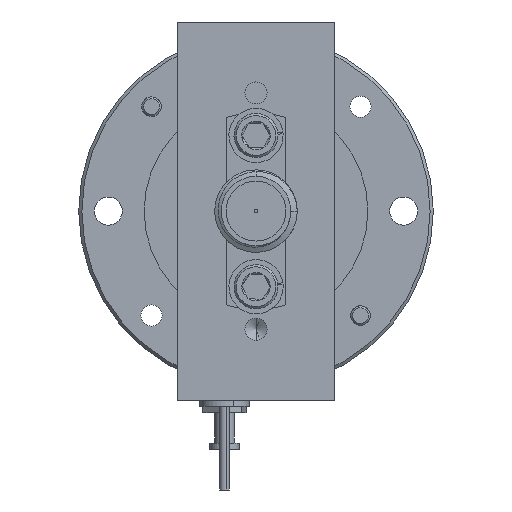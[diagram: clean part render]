
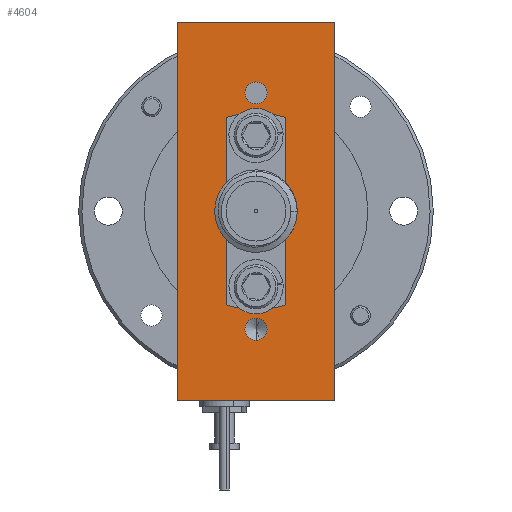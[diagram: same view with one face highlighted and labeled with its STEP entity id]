
A CAD part, left-side view. The second image highlights one B-rep face of the part: STEP entity #4604.
In plain terms, the highlighted planar face has unit normal (-1, 0, 0).
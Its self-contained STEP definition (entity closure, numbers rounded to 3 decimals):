
#224 = AXIS2_PLACEMENT_3D ( 'NONE', #4823, #14157, #10718 ) ;
#346 = EDGE_LOOP ( 'NONE', ( #10479, #8004 ) ) ;
#348 = CARTESIAN_POINT ( 'NONE',  ( -15.24, 6.35, -5.207 ) ) ;
#359 = CARTESIAN_POINT ( 'NONE',  ( -15.24, 6.35, -6.096 ) ) ;
#387 = EDGE_CURVE ( 'NONE', #5593, #12475, #5572, .T. ) ;
#432 = CIRCLE ( 'NONE', #10955, 0.889 ) ;
#498 = DIRECTION ( 'NONE',  ( 0., 0., 1. ) ) ;
#507 = DIRECTION ( 'NONE',  ( 0., 0., 1. ) ) ;
#536 = CIRCLE ( 'NONE', #9109, 0.889 ) ;
#559 = EDGE_CURVE ( 'NONE', #14188, #9461, #432, .T. ) ;
#872 = AXIS2_PLACEMENT_3D ( 'NONE', #14987, #15066, #6962 ) ;
#886 = CARTESIAN_POINT ( 'NONE',  ( -15.24, 6.35, 9.525 ) ) ;
#960 = DIRECTION ( 'NONE',  ( 0., 0., 1. ) ) ;
#1188 = CARTESIAN_POINT ( 'NONE',  ( -15.24, 6.35, 8.636 ) ) ;
#1262 = VERTEX_POINT ( 'NONE', #1830 ) ;
#1379 = EDGE_CURVE ( 'NONE', #10535, #3542, #7499, .T. ) ;
#1481 = AXIS2_PLACEMENT_3D ( 'NONE', #6649, #12293, #960 ) ;
#1755 = FACE_BOUND ( 'NONE', #14372, .T. ) ;
#1793 = DIRECTION ( 'NONE',  ( 1., 0., 0. ) ) ;
#1830 = CARTESIAN_POINT ( 'NONE',  ( -15.24, 6.35, -10.414 ) ) ;
#1916 = PLANE ( 'NONE',  #11462 ) ;
#1990 = CIRCLE ( 'NONE', #14216, 1.905 ) ;
#2634 = EDGE_CURVE ( 'NONE', #1262, #15003, #3112, .T. ) ;
#2833 = CARTESIAN_POINT ( 'NONE',  ( -15.24, 6.35, 0. ) ) ;
#2941 = DIRECTION ( 'NONE',  ( 0., 0., 1. ) ) ;
#2959 = ORIENTED_EDGE ( 'NONE', *, *, #4699, .T. ) ;
#3112 = CIRCLE ( 'NONE', #13381, 0.889 ) ;
#3146 = VECTOR ( 'NONE', #8767, 1000. ) ;
#3171 = CARTESIAN_POINT ( 'NONE',  ( -15.24, 6.35, 5.207 ) ) ;
#3239 = DIRECTION ( 'NONE',  ( 0., 0., -1. ) ) ;
#3402 = ORIENTED_EDGE ( 'NONE', *, *, #13637, .F. ) ;
#3542 = VERTEX_POINT ( 'NONE', #8430 ) ;
#3600 = EDGE_CURVE ( 'NONE', #6593, #7329, #12442, .T. ) ;
#3676 = CIRCLE ( 'NONE', #9300, 0.889 ) ;
#4060 = CARTESIAN_POINT ( 'NONE',  ( -15.24, 0., 15.24 ) ) ;
#4369 = VECTOR ( 'NONE', #7665, 1000. ) ;
#4497 = EDGE_CURVE ( 'NONE', #14198, #4676, #5307, .T. ) ;
#4604 = ADVANCED_FACE ( 'NONE', ( #1755, #8888, #7747, #11020, #14696, #5282 ), #1916, .F. ) ;
#4676 = VERTEX_POINT ( 'NONE', #4060 ) ;
#4699 = EDGE_CURVE ( 'NONE', #11936, #8610, #6437, .T. ) ;
#4823 = CARTESIAN_POINT ( 'NONE',  ( -15.24, 6.35, 6.096 ) ) ;
#5202 = DIRECTION ( 'NONE',  ( -1., 0., 0. ) ) ;
#5282 = FACE_OUTER_BOUND ( 'NONE', #8981, .T. ) ;
#5307 = LINE ( 'NONE', #13347, #3146 ) ;
#5308 = CARTESIAN_POINT ( 'NONE',  ( -15.24, 6.35, -9.525 ) ) ;
#5396 = CIRCLE ( 'NONE', #1481, 0.889 ) ;
#5423 = ORIENTED_EDGE ( 'NONE', *, *, #6625, .T. ) ;
#5434 = CARTESIAN_POINT ( 'NONE',  ( -15.24, 6.35, -9.525 ) ) ;
#5561 = DIRECTION ( 'NONE',  ( -1., 0., 0. ) ) ;
#5572 = CIRCLE ( 'NONE', #11206, 1.905 ) ;
#5593 = VERTEX_POINT ( 'NONE', #6002 ) ;
#5991 = EDGE_CURVE ( 'NONE', #3542, #10535, #3676, .T. ) ;
#6002 = CARTESIAN_POINT ( 'NONE',  ( -15.24, 6.35, -1.905 ) ) ;
#6198 = EDGE_CURVE ( 'NONE', #9461, #14188, #5396, .T. ) ;
#6235 = VECTOR ( 'NONE', #498, 1000. ) ;
#6415 = CARTESIAN_POINT ( 'NONE',  ( -15.24, 12.7, -15.24 ) ) ;
#6434 = DIRECTION ( 'NONE',  ( 1., 0., 0. ) ) ;
#6437 = LINE ( 'NONE', #11093, #4369 ) ;
#6593 = VERTEX_POINT ( 'NONE', #3171 ) ;
#6597 = CARTESIAN_POINT ( 'NONE',  ( -15.24, 12.7, 15.24 ) ) ;
#6625 = EDGE_CURVE ( 'NONE', #12475, #5593, #1990, .T. ) ;
#6649 = CARTESIAN_POINT ( 'NONE',  ( -15.24, 6.35, 9.525 ) ) ;
#6841 = CARTESIAN_POINT ( 'NONE',  ( -15.24, 6.35, 1.905 ) ) ;
#6962 = DIRECTION ( 'NONE',  ( 0., 0., 1. ) ) ;
#7274 = DIRECTION ( 'NONE',  ( -1., 0., 0. ) ) ;
#7329 = VERTEX_POINT ( 'NONE', #13545 ) ;
#7472 = DIRECTION ( 'NONE',  ( -1., 0., 0. ) ) ;
#7499 = CIRCLE ( 'NONE', #872, 0.889 ) ;
#7589 = DIRECTION ( 'NONE',  ( 1., 0., 0. ) ) ;
#7614 = EDGE_CURVE ( 'NONE', #7329, #6593, #536, .T. ) ;
#7665 = DIRECTION ( 'NONE',  ( 0., -1., 0. ) ) ;
#7682 = EDGE_LOOP ( 'NONE', ( #9592, #8118 ) ) ;
#7747 = FACE_BOUND ( 'NONE', #9833, .T. ) ;
#7760 = CARTESIAN_POINT ( 'NONE',  ( -15.24, 6.35, 10.414 ) ) ;
#8004 = ORIENTED_EDGE ( 'NONE', *, *, #5991, .F. ) ;
#8118 = ORIENTED_EDGE ( 'NONE', *, *, #6198, .F. ) ;
#8430 = CARTESIAN_POINT ( 'NONE',  ( -15.24, 6.35, -6.985 ) ) ;
#8610 = VERTEX_POINT ( 'NONE', #13404 ) ;
#8755 = DIRECTION ( 'NONE',  ( 0., 0., 1. ) ) ;
#8767 = DIRECTION ( 'NONE',  ( 0., -1., 0. ) ) ;
#8788 = ORIENTED_EDGE ( 'NONE', *, *, #7614, .F. ) ;
#8888 = FACE_BOUND ( 'NONE', #346, .T. ) ;
#8981 = EDGE_LOOP ( 'NONE', ( #14375, #12215, #9527, #2959 ) ) ;
#9014 = ORIENTED_EDGE ( 'NONE', *, *, #2634, .F. ) ;
#9109 = AXIS2_PLACEMENT_3D ( 'NONE', #11325, #11631, #13855 ) ;
#9300 = AXIS2_PLACEMENT_3D ( 'NONE', #359, #7274, #507 ) ;
#9447 = VECTOR ( 'NONE', #8755, 1000. ) ;
#9461 = VERTEX_POINT ( 'NONE', #1188 ) ;
#9527 = ORIENTED_EDGE ( 'NONE', *, *, #10810, .F. ) ;
#9592 = ORIENTED_EDGE ( 'NONE', *, *, #559, .F. ) ;
#9669 = LINE ( 'NONE', #15042, #9447 ) ;
#9833 = EDGE_LOOP ( 'NONE', ( #8788, #12744 ) ) ;
#10050 = ORIENTED_EDGE ( 'NONE', *, *, #387, .T. ) ;
#10173 = CIRCLE ( 'NONE', #10902, 0.889 ) ;
#10479 = ORIENTED_EDGE ( 'NONE', *, *, #1379, .F. ) ;
#10535 = VERTEX_POINT ( 'NONE', #348 ) ;
#10718 = DIRECTION ( 'NONE',  ( 0., 0., 1. ) ) ;
#10810 = EDGE_CURVE ( 'NONE', #11936, #14198, #12361, .T. ) ;
#10902 = AXIS2_PLACEMENT_3D ( 'NONE', #5308, #7472, #2941 ) ;
#10955 = AXIS2_PLACEMENT_3D ( 'NONE', #886, #5561, #11602 ) ;
#11020 = FACE_BOUND ( 'NONE', #13144, .T. ) ;
#11093 = CARTESIAN_POINT ( 'NONE',  ( -15.24, 12.7, -15.24 ) ) ;
#11206 = AXIS2_PLACEMENT_3D ( 'NONE', #2833, #6434, #12163 ) ;
#11325 = CARTESIAN_POINT ( 'NONE',  ( -15.24, 6.35, 6.096 ) ) ;
#11462 = AXIS2_PLACEMENT_3D ( 'NONE', #6597, #7589, #14771 ) ;
#11602 = DIRECTION ( 'NONE',  ( 0., 0., 1. ) ) ;
#11631 = DIRECTION ( 'NONE',  ( -1., 0., 0. ) ) ;
#11936 = VERTEX_POINT ( 'NONE', #6415 ) ;
#12163 = DIRECTION ( 'NONE',  ( 0., 0., -1. ) ) ;
#12215 = ORIENTED_EDGE ( 'NONE', *, *, #4497, .F. ) ;
#12293 = DIRECTION ( 'NONE',  ( -1., 0., 0. ) ) ;
#12361 = LINE ( 'NONE', #13666, #6235 ) ;
#12442 = CIRCLE ( 'NONE', #224, 0.889 ) ;
#12475 = VERTEX_POINT ( 'NONE', #6841 ) ;
#12627 = CARTESIAN_POINT ( 'NONE',  ( -15.24, 12.7, 15.24 ) ) ;
#12744 = ORIENTED_EDGE ( 'NONE', *, *, #3600, .F. ) ;
#13144 = EDGE_LOOP ( 'NONE', ( #3402, #9014 ) ) ;
#13347 = CARTESIAN_POINT ( 'NONE',  ( -15.24, 12.7, 15.24 ) ) ;
#13381 = AXIS2_PLACEMENT_3D ( 'NONE', #5434, #5202, #14701 ) ;
#13404 = CARTESIAN_POINT ( 'NONE',  ( -15.24, 0., -15.24 ) ) ;
#13545 = CARTESIAN_POINT ( 'NONE',  ( -15.24, 6.35, 6.985 ) ) ;
#13637 = EDGE_CURVE ( 'NONE', #15003, #1262, #10173, .T. ) ;
#13666 = CARTESIAN_POINT ( 'NONE',  ( -15.24, 12.7, 15.24 ) ) ;
#13729 = CARTESIAN_POINT ( 'NONE',  ( -15.24, 6.35, 0. ) ) ;
#13855 = DIRECTION ( 'NONE',  ( 0., 0., 1. ) ) ;
#13899 = CARTESIAN_POINT ( 'NONE',  ( -15.24, 6.35, -8.636 ) ) ;
#14157 = DIRECTION ( 'NONE',  ( -1., 0., 0. ) ) ;
#14188 = VERTEX_POINT ( 'NONE', #7760 ) ;
#14198 = VERTEX_POINT ( 'NONE', #12627 ) ;
#14216 = AXIS2_PLACEMENT_3D ( 'NONE', #13729, #1793, #3239 ) ;
#14372 = EDGE_LOOP ( 'NONE', ( #5423, #10050 ) ) ;
#14375 = ORIENTED_EDGE ( 'NONE', *, *, #15130, .T. ) ;
#14696 = FACE_BOUND ( 'NONE', #7682, .T. ) ;
#14701 = DIRECTION ( 'NONE',  ( 0., 0., 1. ) ) ;
#14771 = DIRECTION ( 'NONE',  ( 0., 0., -1. ) ) ;
#14987 = CARTESIAN_POINT ( 'NONE',  ( -15.24, 6.35, -6.096 ) ) ;
#15003 = VERTEX_POINT ( 'NONE', #13899 ) ;
#15042 = CARTESIAN_POINT ( 'NONE',  ( -15.24, 0., 15.24 ) ) ;
#15066 = DIRECTION ( 'NONE',  ( -1., 0., 0. ) ) ;
#15130 = EDGE_CURVE ( 'NONE', #8610, #4676, #9669, .T. ) ;
